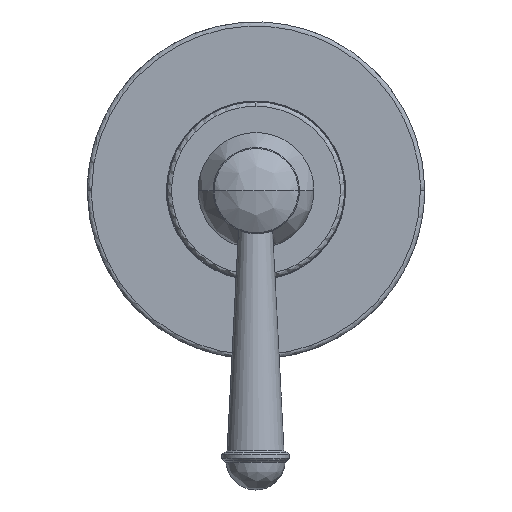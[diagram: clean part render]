
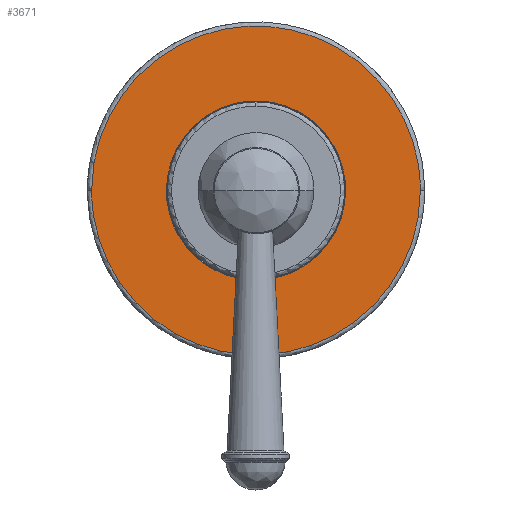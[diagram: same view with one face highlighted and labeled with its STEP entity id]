
A CAD part, front view. The second image highlights one B-rep face of the part: STEP entity #3671.
In plain terms, the highlighted face is planar.
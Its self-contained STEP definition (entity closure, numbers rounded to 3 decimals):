
#88=FACE_BOUND('',#6133,.T.);
#1832=PLANE('',#20602);
#3671=ADVANCED_FACE('',(#4864,#88),#1832,.T.);
#4864=FACE_OUTER_BOUND('',#6132,.T.);
#6132=EDGE_LOOP('',(#11843,#11844));
#6133=EDGE_LOOP('',(#11845,#11846));
#11843=ORIENTED_EDGE('',*,*,#15187,.F.);
#11844=ORIENTED_EDGE('',*,*,#15216,.F.);
#11845=ORIENTED_EDGE('',*,*,#15209,.T.);
#11846=ORIENTED_EDGE('',*,*,#15199,.T.);
#15187=EDGE_CURVE('',#18811,#18812,#16887,.T.);
#15199=EDGE_CURVE('',#18823,#18824,#16893,.T.);
#15209=EDGE_CURVE('',#18824,#18823,#16899,.T.);
#15216=EDGE_CURVE('',#18812,#18811,#16906,.T.);
#16887=(
BOUNDED_CURVE()
B_SPLINE_CURVE(2,(#84077,#84078,#84079,#84080,#84081),.UNSPECIFIED.,.F.,
 .F.)
B_SPLINE_CURVE_WITH_KNOTS((3,2,3),(0.,61.261,122.522),
 .UNSPECIFIED.)
CURVE()
GEOMETRIC_REPRESENTATION_ITEM()
RATIONAL_B_SPLINE_CURVE((1.,0.707,1.,0.707,1.))
REPRESENTATION_ITEM('')
);
#16893=(
BOUNDED_CURVE()
B_SPLINE_CURVE(2,(#84119,#84120,#84121,#84122,#84123),.UNSPECIFIED.,.F.,
 .F.)
B_SPLINE_CURVE_WITH_KNOTS((3,2,3),(-66.759,-33.379,
0.),.UNSPECIFIED.)
CURVE()
GEOMETRIC_REPRESENTATION_ITEM()
RATIONAL_B_SPLINE_CURVE((1.,0.707,1.,0.707,1.))
REPRESENTATION_ITEM('')
);
#16899=(
BOUNDED_CURVE()
B_SPLINE_CURVE(2,(#84157,#84158,#84159,#84160,#84161),.UNSPECIFIED.,.F.,
 .F.)
B_SPLINE_CURVE_WITH_KNOTS((3,2,3),(-66.759,-33.379,
0.),.UNSPECIFIED.)
CURVE()
GEOMETRIC_REPRESENTATION_ITEM()
RATIONAL_B_SPLINE_CURVE((1.,0.707,1.,0.707,1.))
REPRESENTATION_ITEM('')
);
#16906=(
BOUNDED_CURVE()
B_SPLINE_CURVE(2,(#84192,#84193,#84194,#84195,#84196),.UNSPECIFIED.,.F.,
 .F.)
B_SPLINE_CURVE_WITH_KNOTS((3,2,3),(0.,61.261,122.522),
 .UNSPECIFIED.)
CURVE()
GEOMETRIC_REPRESENTATION_ITEM()
RATIONAL_B_SPLINE_CURVE((1.,0.707,1.,0.707,1.))
REPRESENTATION_ITEM('')
);
#18811=VERTEX_POINT('',#84032);
#18812=VERTEX_POINT('',#84033);
#18823=VERTEX_POINT('',#84044);
#18824=VERTEX_POINT('',#84045);
#20602=AXIS2_PLACEMENT_3D('',#83935,#21514,$);
#21514=DIRECTION('',(0.,0.,1.));
#83935=CARTESIAN_POINT('',(-46.8,-46.8,5.));
#84032=CARTESIAN_POINT('',(-39.,0.,5.));
#84033=CARTESIAN_POINT('',(39.,0.,5.));
#84044=CARTESIAN_POINT('',(21.25,0.,5.));
#84045=CARTESIAN_POINT('',(-21.25,0.,5.));
#84077=CARTESIAN_POINT('',(-39.,0.,5.));
#84078=CARTESIAN_POINT('',(-39.,39.,5.));
#84079=CARTESIAN_POINT('',(0.,39.,5.));
#84080=CARTESIAN_POINT('',(39.,39.,5.));
#84081=CARTESIAN_POINT('',(39.,0.,5.));
#84119=CARTESIAN_POINT('',(21.25,0.,5.));
#84120=CARTESIAN_POINT('',(21.25,-21.25,5.));
#84121=CARTESIAN_POINT('',(0.,-21.25,5.));
#84122=CARTESIAN_POINT('',(-21.25,-21.25,5.));
#84123=CARTESIAN_POINT('',(-21.25,0.,5.));
#84157=CARTESIAN_POINT('',(-21.25,0.,5.));
#84158=CARTESIAN_POINT('',(-21.25,21.25,5.));
#84159=CARTESIAN_POINT('',(0.,21.25,5.));
#84160=CARTESIAN_POINT('',(21.25,21.25,5.));
#84161=CARTESIAN_POINT('',(21.25,0.,5.));
#84192=CARTESIAN_POINT('',(39.,0.,5.));
#84193=CARTESIAN_POINT('',(39.,-39.,5.));
#84194=CARTESIAN_POINT('',(0.,-39.,5.));
#84195=CARTESIAN_POINT('',(-39.,-39.,5.));
#84196=CARTESIAN_POINT('',(-39.,0.,5.));
